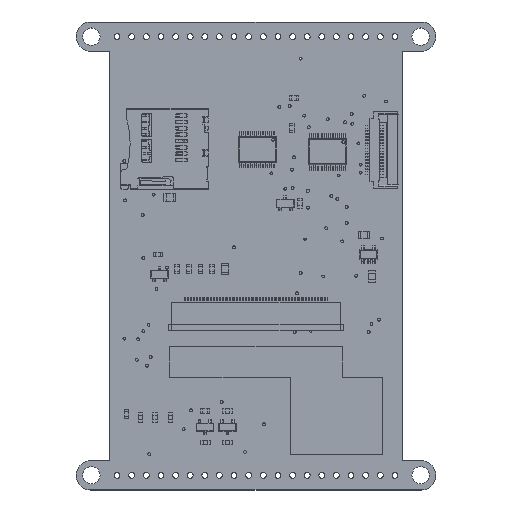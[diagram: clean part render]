
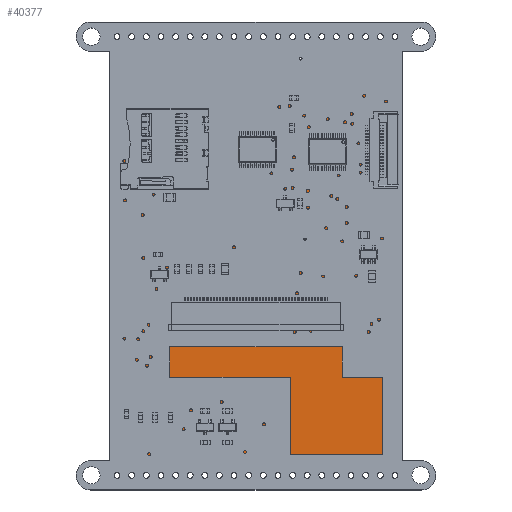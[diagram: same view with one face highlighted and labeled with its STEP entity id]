
A CAD part, top view. The second image highlights one B-rep face of the part: STEP entity #40377.
In plain terms, the highlighted face is planar.
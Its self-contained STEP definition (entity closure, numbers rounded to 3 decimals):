
#601=PLANE('',#42858);
#2268=FACE_OUTER_BOUND('',#4594,.T.);
#4594=EDGE_LOOP('',(#28049,#28050,#28051,#28052));
#6802=LINE('',#57808,#11622);
#6803=LINE('',#57810,#11623);
#6804=LINE('',#57812,#11624);
#6805=LINE('',#57813,#11625);
#11622=VECTOR('',#46739,1000.);
#11623=VECTOR('',#46740,1000.);
#11624=VECTOR('',#46741,1000.);
#11625=VECTOR('',#46742,1000.);
#17567=VERTEX_POINT('',#57806);
#17568=VERTEX_POINT('',#57807);
#17569=VERTEX_POINT('',#57809);
#17570=VERTEX_POINT('',#57811);
#21643=EDGE_CURVE('',#17567,#17568,#6802,.T.);
#21644=EDGE_CURVE('',#17569,#17567,#6803,.T.);
#21645=EDGE_CURVE('',#17570,#17569,#6804,.T.);
#21646=EDGE_CURVE('',#17568,#17570,#6805,.T.);
#28049=ORIENTED_EDGE('',*,*,#21643,.F.);
#28050=ORIENTED_EDGE('',*,*,#21644,.F.);
#28051=ORIENTED_EDGE('',*,*,#21645,.F.);
#28052=ORIENTED_EDGE('',*,*,#21646,.F.);
#40377=ADVANCED_FACE('',(#2268),#601,.F.);
#42858=AXIS2_PLACEMENT_3D('',#57805,#46737,#46738);
#46737=DIRECTION('center_axis',(0.,0.,
1.));
#46738=DIRECTION('ref_axis',(0.,-1.,0.));
#46739=DIRECTION('',(1.,0.,0.));
#46740=DIRECTION('',(0.,-1.,0.));
#46741=DIRECTION('',(-1.,0.,0.));
#46742=DIRECTION('',(0.,1.,0.));
#57805=CARTESIAN_POINT('Origin',(-0.5,5.9,0.));
#57806=CARTESIAN_POINT('',(-25.,-25.9,0.));
#57807=CARTESIAN_POINT('',(25.,-25.9,0.));
#57808=CARTESIAN_POINT('',(25.,-25.9,0.));
#57809=CARTESIAN_POINT('',(-25.,43.1,0.));
#57810=CARTESIAN_POINT('',(-25.,-25.9,0.));
#57811=CARTESIAN_POINT('',(25.,43.1,0.));
#57812=CARTESIAN_POINT('',(25.,43.1,0.));
#57813=CARTESIAN_POINT('',(25.,-25.9,0.));
